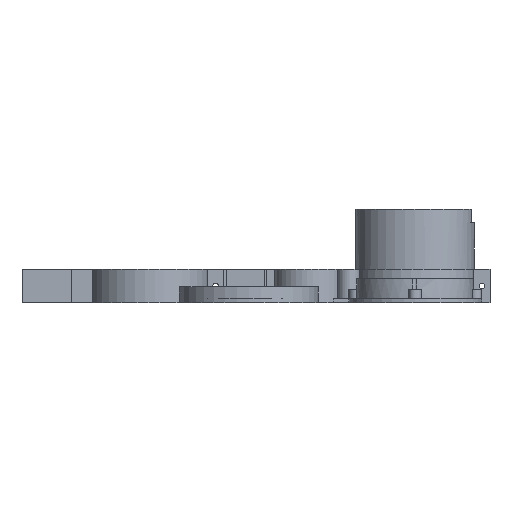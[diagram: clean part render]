
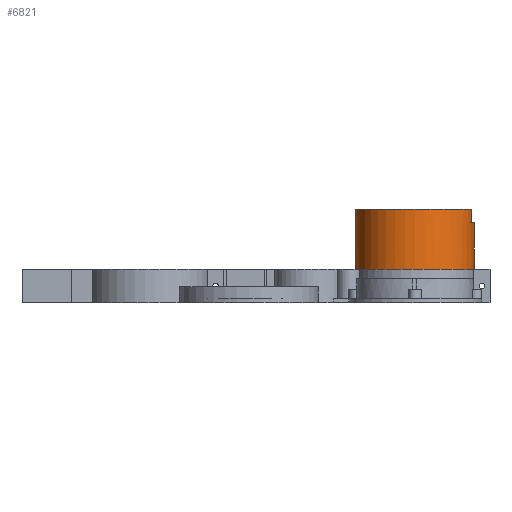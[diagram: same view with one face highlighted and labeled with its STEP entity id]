
A CAD part, left-side view. The second image highlights one B-rep face of the part: STEP entity #6821.
In plain terms, the highlighted cylindrical face has radius 44.475 mm (diameter 88.95 mm), a full revolution.
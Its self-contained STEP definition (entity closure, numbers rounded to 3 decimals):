
#489=LINE('',#12465,#1016);
#493=LINE('',#12477,#1020);
#511=LINE('',#12538,#1038);
#526=LINE('',#12573,#1053);
#532=LINE('',#12585,#1059);
#535=LINE('',#12597,#1062);
#537=LINE('',#12601,#1064);
#539=LINE('',#12605,#1066);
#540=LINE('',#12610,#1067);
#1016=VECTOR('',#9012,10.);
#1020=VECTOR('',#9024,10.);
#1038=VECTOR('',#9090,10.);
#1053=VECTOR('',#9119,10.);
#1059=VECTOR('',#9127,10.);
#1062=VECTOR('',#9144,10.);
#1064=VECTOR('',#9148,10.);
#1066=VECTOR('',#9152,10.);
#1067=VECTOR('',#9157,44.475);
#1410=CYLINDRICAL_SURFACE('',#7597,44.475);
#1623=FACE_BOUND('',#2595,.T.);
#2065=FACE_OUTER_BOUND('',#2594,.T.);
#2594=EDGE_LOOP('',(#5950,#5951,#5952,#5953,#5954,#5955,#5956,#5957,#5958,
#5959,#5960,#5961,#5962,#5963,#5964,#5965));
#2595=EDGE_LOOP('',(#5966,#5967,#5968,#5969));
#2990=CIRCLE('',#7554,44.475);
#2992=CIRCLE('',#7558,44.475);
#3001=CIRCLE('',#7581,44.475);
#3002=CIRCLE('',#7582,44.475);
#3003=CIRCLE('',#7589,44.475);
#3007=CIRCLE('',#7598,44.475);
#3008=CIRCLE('',#7599,44.475);
#3009=CIRCLE('',#7600,44.475);
#3010=CIRCLE('',#7601,44.475);
#3011=CIRCLE('',#7602,44.475);
#3449=VERTEX_POINT('',#12462);
#3450=VERTEX_POINT('',#12464);
#3452=VERTEX_POINT('',#12470);
#3454=VERTEX_POINT('',#12476);
#3471=VERTEX_POINT('',#12534);
#3473=VERTEX_POINT('',#12537);
#3476=VERTEX_POINT('',#12544);
#3478=VERTEX_POINT('',#12549);
#3479=VERTEX_POINT('',#12551);
#3485=VERTEX_POINT('',#12570);
#3486=VERTEX_POINT('',#12572);
#3489=VERTEX_POINT('',#12579);
#3491=VERTEX_POINT('',#12583);
#3493=VERTEX_POINT('',#12595);
#3494=VERTEX_POINT('',#12599);
#3495=VERTEX_POINT('',#12603);
#3496=VERTEX_POINT('',#12607);
#3497=VERTEX_POINT('',#12609);
#4285=EDGE_CURVE('',#3450,#3449,#489,.T.);
#4288=EDGE_CURVE('',#3452,#3450,#2990,.T.);
#4291=EDGE_CURVE('',#3454,#3452,#493,.T.);
#4294=EDGE_CURVE('',#3449,#3454,#2992,.T.);
#4319=EDGE_CURVE('',#3473,#3471,#511,.T.);
#4323=EDGE_CURVE('',#3471,#3476,#3001,.T.);
#4326=EDGE_CURVE('',#3479,#3478,#3002,.T.);
#4336=EDGE_CURVE('',#3486,#3485,#526,.T.);
#4342=EDGE_CURVE('',#3489,#3491,#532,.T.);
#4343=EDGE_CURVE('',#3485,#3489,#3003,.T.);
#4349=EDGE_CURVE('',#3478,#3493,#535,.T.);
#4351=EDGE_CURVE('',#3494,#3479,#537,.T.);
#4353=EDGE_CURVE('',#3476,#3495,#539,.T.);
#4354=EDGE_CURVE('',#3496,#3491,#3007,.T.);
#4355=EDGE_CURVE('',#3496,#3497,#540,.T.);
#4356=EDGE_CURVE('',#3497,#3473,#3008,.T.);
#4357=EDGE_CURVE('',#3494,#3495,#3009,.T.);
#4358=EDGE_CURVE('',#3493,#3497,#3010,.T.);
#4359=EDGE_CURVE('',#3486,#3496,#3011,.T.);
#5950=ORIENTED_EDGE('',*,*,#4342,.T.);
#5951=ORIENTED_EDGE('',*,*,#4354,.F.);
#5952=ORIENTED_EDGE('',*,*,#4355,.T.);
#5953=ORIENTED_EDGE('',*,*,#4356,.T.);
#5954=ORIENTED_EDGE('',*,*,#4319,.T.);
#5955=ORIENTED_EDGE('',*,*,#4323,.T.);
#5956=ORIENTED_EDGE('',*,*,#4353,.T.);
#5957=ORIENTED_EDGE('',*,*,#4357,.F.);
#5958=ORIENTED_EDGE('',*,*,#4351,.T.);
#5959=ORIENTED_EDGE('',*,*,#4326,.T.);
#5960=ORIENTED_EDGE('',*,*,#4349,.T.);
#5961=ORIENTED_EDGE('',*,*,#4358,.T.);
#5962=ORIENTED_EDGE('',*,*,#4355,.F.);
#5963=ORIENTED_EDGE('',*,*,#4359,.F.);
#5964=ORIENTED_EDGE('',*,*,#4336,.T.);
#5965=ORIENTED_EDGE('',*,*,#4343,.T.);
#5966=ORIENTED_EDGE('',*,*,#4291,.T.);
#5967=ORIENTED_EDGE('',*,*,#4288,.T.);
#5968=ORIENTED_EDGE('',*,*,#4285,.T.);
#5969=ORIENTED_EDGE('',*,*,#4294,.T.);
#6821=ADVANCED_FACE('',(#2065,#1623),#1410,.T.);
#7554=AXIS2_PLACEMENT_3D('',#12471,#9018,#9019);
#7558=AXIS2_PLACEMENT_3D('',#12481,#9030,#9031);
#7581=AXIS2_PLACEMENT_3D('',#12546,#9096,#9097);
#7582=AXIS2_PLACEMENT_3D('',#12552,#9100,#9101);
#7589=AXIS2_PLACEMENT_3D('',#12587,#9130,#9131);
#7597=AXIS2_PLACEMENT_3D('',#12606,#9153,#9154);
#7598=AXIS2_PLACEMENT_3D('',#12608,#9155,#9156);
#7599=AXIS2_PLACEMENT_3D('',#12611,#9158,#9159);
#7600=AXIS2_PLACEMENT_3D('',#12612,#9160,#9161);
#7601=AXIS2_PLACEMENT_3D('',#12613,#9162,#9163);
#7602=AXIS2_PLACEMENT_3D('',#12614,#9164,#9165);
#9012=DIRECTION('',(0.,0.,-1.));
#9018=DIRECTION('center_axis',(0.,0.,1.));
#9019=DIRECTION('ref_axis',(1.,0.,0.));
#9024=DIRECTION('',(0.,0.,1.));
#9030=DIRECTION('center_axis',(0.,0.,-1.));
#9031=DIRECTION('ref_axis',(1.,0.,0.));
#9090=DIRECTION('',(0.,0.,1.));
#9096=DIRECTION('center_axis',(0.,0.,1.));
#9097=DIRECTION('ref_axis',(1.,0.,0.));
#9100=DIRECTION('center_axis',(0.,0.,1.));
#9101=DIRECTION('ref_axis',(1.,0.,0.));
#9119=DIRECTION('',(0.,0.,-1.));
#9127=DIRECTION('',(0.,0.,1.));
#9130=DIRECTION('center_axis',(0.,0.,-1.));
#9131=DIRECTION('ref_axis',(1.,0.,0.));
#9144=DIRECTION('',(0.,0.,-1.));
#9148=DIRECTION('',(0.,0.,1.));
#9152=DIRECTION('',(0.,0.,-1.));
#9153=DIRECTION('center_axis',(0.,0.,1.));
#9154=DIRECTION('ref_axis',(1.,0.,0.));
#9155=DIRECTION('center_axis',(0.,0.,1.));
#9156=DIRECTION('ref_axis',(1.,0.,0.));
#9157=DIRECTION('',(0.,0.,-1.));
#9158=DIRECTION('center_axis',(0.,0.,1.));
#9159=DIRECTION('ref_axis',(1.,0.,0.));
#9160=DIRECTION('center_axis',(0.,0.,-1.));
#9161=DIRECTION('ref_axis',(1.,0.,0.));
#9162=DIRECTION('center_axis',(0.,0.,1.));
#9163=DIRECTION('ref_axis',(1.,0.,0.));
#9164=DIRECTION('center_axis',(0.,0.,1.));
#9165=DIRECTION('ref_axis',(1.,0.,0.));
#12462=CARTESIAN_POINT('',(496.,94.295,11.6));
#12464=CARTESIAN_POINT('',(496.,94.295,15.6));
#12465=CARTESIAN_POINT('',(496.,94.295,0.));
#12470=CARTESIAN_POINT('',(504.,94.295,15.6));
#12471=CARTESIAN_POINT('Origin',(500.,50.,15.6));
#12476=CARTESIAN_POINT('',(504.,94.295,11.6));
#12477=CARTESIAN_POINT('',(504.,94.295,0.));
#12481=CARTESIAN_POINT('Origin',(500.,50.,11.6));
#12534=CARTESIAN_POINT('',(516.,91.497,25.));
#12537=CARTESIAN_POINT('',(516.,91.497,0.));
#12538=CARTESIAN_POINT('',(516.,91.497,0.));
#12544=CARTESIAN_POINT('',(514.,92.214,25.));
#12546=CARTESIAN_POINT('Origin',(500.,50.,25.));
#12549=CARTESIAN_POINT('',(484.,91.497,25.));
#12551=CARTESIAN_POINT('',(486.,92.214,25.));
#12552=CARTESIAN_POINT('Origin',(500.,50.,25.));
#12570=CARTESIAN_POINT('',(514.,7.786,60.));
#12572=CARTESIAN_POINT('',(514.,7.786,70.));
#12573=CARTESIAN_POINT('',(514.,7.786,0.));
#12579=CARTESIAN_POINT('',(486.,7.786,60.));
#12583=CARTESIAN_POINT('',(486.,7.786,70.));
#12585=CARTESIAN_POINT('',(486.,7.786,0.));
#12587=CARTESIAN_POINT('Origin',(500.,50.,60.));
#12595=CARTESIAN_POINT('',(484.,91.497,0.));
#12597=CARTESIAN_POINT('',(484.,91.497,0.));
#12599=CARTESIAN_POINT('',(486.,92.214,2.));
#12601=CARTESIAN_POINT('',(486.,92.214,0.));
#12603=CARTESIAN_POINT('',(514.,92.214,2.));
#12605=CARTESIAN_POINT('',(514.,92.214,0.));
#12606=CARTESIAN_POINT('Origin',(500.,50.,0.));
#12607=CARTESIAN_POINT('',(455.525,50.,70.));
#12608=CARTESIAN_POINT('Origin',(500.,50.,70.));
#12609=CARTESIAN_POINT('',(455.525,50.,0.));
#12610=CARTESIAN_POINT('',(455.525,50.,0.));
#12611=CARTESIAN_POINT('Origin',(500.,50.,0.));
#12612=CARTESIAN_POINT('Origin',(500.,50.,2.));
#12613=CARTESIAN_POINT('Origin',(500.,50.,0.));
#12614=CARTESIAN_POINT('Origin',(500.,50.,70.));
